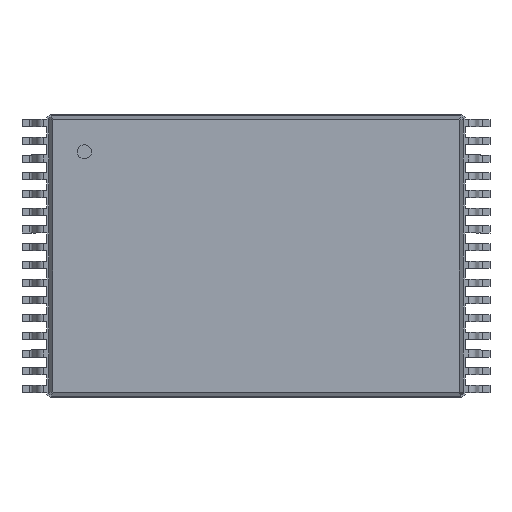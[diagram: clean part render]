
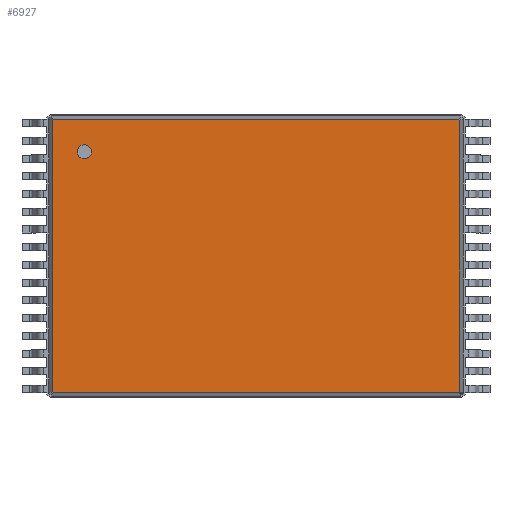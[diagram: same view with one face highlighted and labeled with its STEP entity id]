
A CAD part, top view. The second image highlights one B-rep face of the part: STEP entity #6927.
In plain terms, the highlighted planar face has unit normal (0, 0, 1).
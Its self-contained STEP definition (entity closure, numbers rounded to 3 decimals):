
#27=VECTOR('',#28,1.);
#28=DIRECTION('',(1.,0.,0.));
#51=VECTOR('',#52,1.);
#52=DIRECTION('',(0.707,-0.707,0.));
#58=VECTOR('',#59,1.);
#59=DIRECTION('',(0.,-1.,0.));
#65=VECTOR('',#66,1.);
#66=DIRECTION('',(-0.707,-0.707,0.));
#72=VECTOR('',#73,1.);
#73=DIRECTION('',(-1.,0.,0.));
#79=VECTOR('',#80,1.);
#80=DIRECTION('',(-0.707,0.707,0.));
#86=VECTOR('',#87,1.);
#87=DIRECTION('',(0.,1.,0.));
#91=VECTOR('',#92,1.);
#92=DIRECTION('',(0.707,0.707,0.));
#95=DIRECTION('',(0.,0.,-1.));
#2017=VERTEX_POINT('',#2018);
#2018=CARTESIAN_POINT('',(-5.739,3.82,1.6));
#2021=EDGE_CURVE('',#2022,#2017,#2024,.T.);
#2022=VERTEX_POINT('',#2023);
#2023=CARTESIAN_POINT('',(-5.739,-3.82,1.6));
#2024=LINE('',#2023,#86);
#2035=VERTEX_POINT('',#2036);
#2036=CARTESIAN_POINT('',(-5.72,3.839,1.6));
#2039=EDGE_CURVE('',#2017,#2035,#2040,.T.);
#2040=LINE('',#2018,#91);
#2049=VERTEX_POINT('',#2050);
#2050=CARTESIAN_POINT('',(5.72,3.839,1.6));
#2053=EDGE_CURVE('',#2035,#2049,#2054,.T.);
#2054=LINE('',#2036,#27);
#2063=VERTEX_POINT('',#2064);
#2064=CARTESIAN_POINT('',(5.739,3.82,1.6));
#2067=EDGE_CURVE('',#2049,#2063,#2068,.T.);
#2068=LINE('',#2050,#51);
#2205=VERTEX_POINT('',#2206);
#2206=CARTESIAN_POINT('',(5.739,-3.82,1.6));
#2209=EDGE_CURVE('',#2063,#2205,#2210,.T.);
#2210=LINE('',#2064,#58);
#6927=ADVANCED_FACE('',(#6928,#6948),#6958,.F.);
#6928=FACE_BOUND('',#6929,.F.);
#6929=EDGE_LOOP('',(#6930,#6931,#6932,#6933,#6938,#6943,#6946,#6947));
#6930=ORIENTED_EDGE('',*,*,#2053,.T.);
#6931=ORIENTED_EDGE('',*,*,#2067,.T.);
#6932=ORIENTED_EDGE('',*,*,#2209,.T.);
#6933=ORIENTED_EDGE('',*,*,#6934,.T.);
#6934=EDGE_CURVE('',#2205,#6935,#6937,.T.);
#6935=VERTEX_POINT('',#6936);
#6936=CARTESIAN_POINT('',(5.72,-3.839,1.6));
#6937=LINE('',#2206,#65);
#6938=ORIENTED_EDGE('',*,*,#6939,.T.);
#6939=EDGE_CURVE('',#6935,#6940,#6942,.T.);
#6940=VERTEX_POINT('',#6941);
#6941=CARTESIAN_POINT('',(-5.72,-3.839,1.6));
#6942=LINE('',#6936,#72);
#6943=ORIENTED_EDGE('',*,*,#6944,.T.);
#6944=EDGE_CURVE('',#6940,#2022,#6945,.T.);
#6945=LINE('',#6941,#79);
#6946=ORIENTED_EDGE('',*,*,#2021,.T.);
#6947=ORIENTED_EDGE('',*,*,#2039,.T.);
#6948=FACE_BOUND('',#6949,.F.);
#6949=EDGE_LOOP('',(#6950));
#6950=ORIENTED_EDGE('',*,*,#6951,.F.);
#6951=EDGE_CURVE('',#6952,#6952,#6954,.T.);
#6952=VERTEX_POINT('',#6953);
#6953=CARTESIAN_POINT('',(-4.839,2.739,1.6));
#6954=CIRCLE('',#6955,0.2);
#6955=AXIS2_PLACEMENT_3D('',#6956,#6957,#59);
#6956=CARTESIAN_POINT('',(-4.839,2.939,1.6));
#6957=DIRECTION('',(0.,-0.,-1.));
#6958=PLANE('',#6959);
#6959=AXIS2_PLACEMENT_3D('',#2036,#95,#6960);
#6960=DIRECTION('',(0.831,-0.556,0.));
